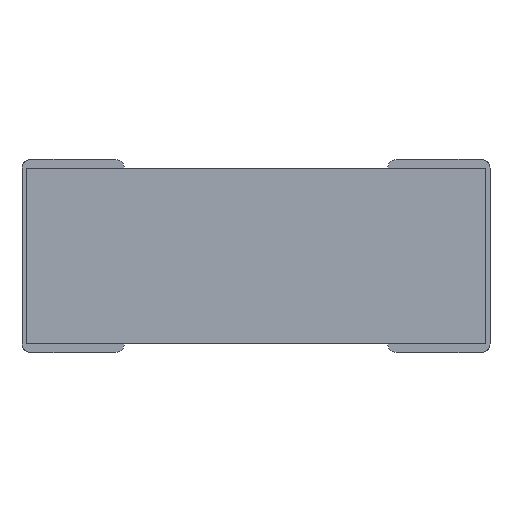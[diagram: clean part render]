
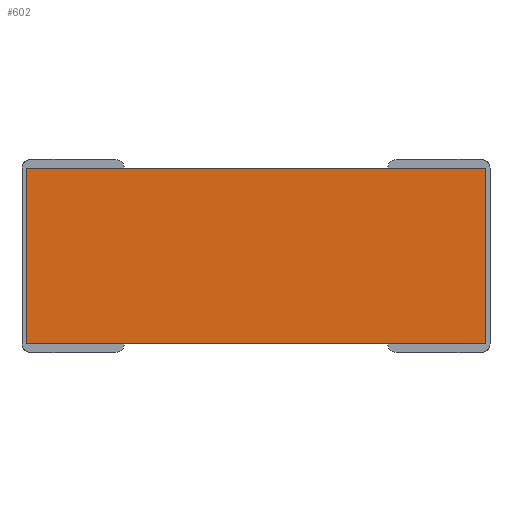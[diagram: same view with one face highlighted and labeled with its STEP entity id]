
A CAD part, front view. The second image highlights one B-rep face of the part: STEP entity #602.
In plain terms, the highlighted planar face has unit normal (0, -1, 0).
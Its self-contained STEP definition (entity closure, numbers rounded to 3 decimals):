
#13=DIRECTION('',(0.,0.,1.));
#97=VECTOR('',#13,1.);
#313=CARTESIAN_POINT('',(0.785,-0.435,0.03));
#315=DIRECTION('',(0.,1.,0.));
#321=VECTOR('',#322,1.);
#322=DIRECTION('',(1.,0.,0.));
#328=CARTESIAN_POINT('',(-0.785,-0.435,0.03));
#353=VERTEX_POINT('',#328);
#355=EDGE_CURVE('',#353,#356,#357,.T.);
#356=VERTEX_POINT('',#313);
#357=LINE('',#328,#321);
#375=CARTESIAN_POINT('',(0.785,-0.435,0.63));
#395=CARTESIAN_POINT('',(-0.785,-0.435,0.63));
#416=VERTEX_POINT('',#395);
#417=ORIENTED_EDGE('',*,*,#418,.T.);
#418=EDGE_CURVE('',#416,#419,#420,.T.);
#419=VERTEX_POINT('',#375);
#420=LINE('',#395,#321);
#508=ORIENTED_EDGE('',*,*,#509,.F.);
#509=EDGE_CURVE('',#356,#419,#510,.T.);
#510=LINE('',#313,#97);
#602=ADVANCED_FACE('',(#603),#609,.F.);
#603=FACE_BOUND('',#604,.F.);
#604=EDGE_LOOP('',(#605,#606,#417,#508));
#605=ORIENTED_EDGE('',*,*,#355,.F.);
#606=ORIENTED_EDGE('',*,*,#607,.T.);
#607=EDGE_CURVE('',#353,#416,#608,.T.);
#608=LINE('',#328,#97);
#609=PLANE('',#610);
#610=AXIS2_PLACEMENT_3D('',#328,#315,#13);
